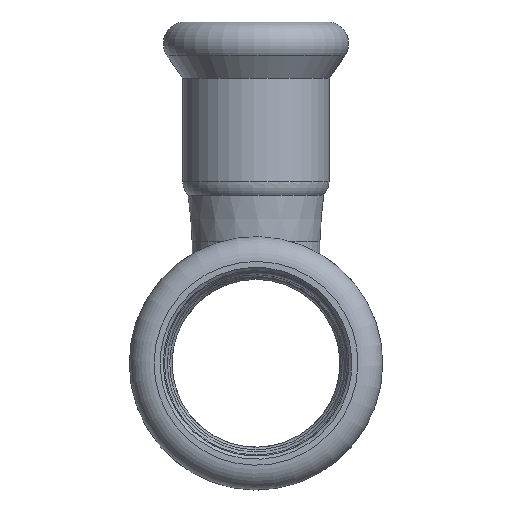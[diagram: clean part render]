
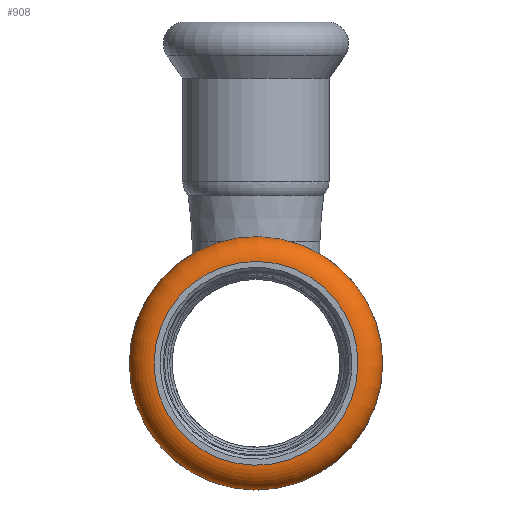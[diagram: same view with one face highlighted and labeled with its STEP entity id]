
A CAD part, left-side view. The second image highlights one B-rep face of the part: STEP entity #908.
In plain terms, the highlighted toroidal (fillet/blend) face has major radius 12.75 mm and minor radius 3.1 mm.
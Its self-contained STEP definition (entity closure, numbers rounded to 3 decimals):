
#38=TOROIDAL_SURFACE('',#1022,12.75,3.1);
#101=FACE_OUTER_BOUND('',#162,.T.);
#162=EDGE_LOOP('',(#651,#652,#653,#654));
#297=CIRCLE('',#1017,15.125);
#301=CIRCLE('',#1023,12.75);
#302=CIRCLE('',#1024,3.1);
#380=VERTEX_POINT('',#2318);
#383=VERTEX_POINT('',#2328);
#473=EDGE_CURVE('',#380,#380,#297,.T.);
#478=EDGE_CURVE('',#383,#383,#301,.T.);
#479=EDGE_CURVE('',#383,#380,#302,.T.);
#651=ORIENTED_EDGE('',*,*,#478,.F.);
#652=ORIENTED_EDGE('',*,*,#479,.T.);
#653=ORIENTED_EDGE('',*,*,#473,.T.);
#654=ORIENTED_EDGE('',*,*,#479,.F.);
#908=ADVANCED_FACE('',(#101),#38,.T.);
#1017=AXIS2_PLACEMENT_3D('',#2319,#1216,#1217);
#1022=AXIS2_PLACEMENT_3D('',#2327,#1227,#1228);
#1023=AXIS2_PLACEMENT_3D('',#2329,#1229,#1230);
#1024=AXIS2_PLACEMENT_3D('',#2330,#1231,#1232);
#1216=DIRECTION('center_axis',(-1.,0.,0.));
#1217=DIRECTION('ref_axis',(0.,-1.,0.));
#1227=DIRECTION('center_axis',(-1.,0.,0.));
#1228=DIRECTION('ref_axis',(0.,-0.878,0.479));
#1229=DIRECTION('center_axis',(-1.,0.,0.));
#1230=DIRECTION('ref_axis',(0.,-1.,0.));
#1231=DIRECTION('center_axis',(0.,-0.479,-0.878));
#1232=DIRECTION('ref_axis',(0.,0.878,-0.479));
#2318=CARTESIAN_POINT('',(-31.907,13.273,-7.251));
#2319=CARTESIAN_POINT('Origin',(-31.907,0.,0.));
#2327=CARTESIAN_POINT('Origin',(-33.9,0.,0.));
#2328=CARTESIAN_POINT('',(-37.,11.189,-6.113));
#2329=CARTESIAN_POINT('Origin',(-37.,0.,0.));
#2330=CARTESIAN_POINT('Origin',(-33.9,11.189,-6.113));
